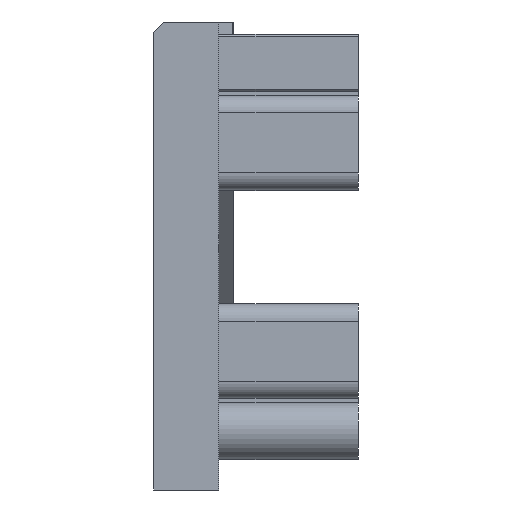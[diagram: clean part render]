
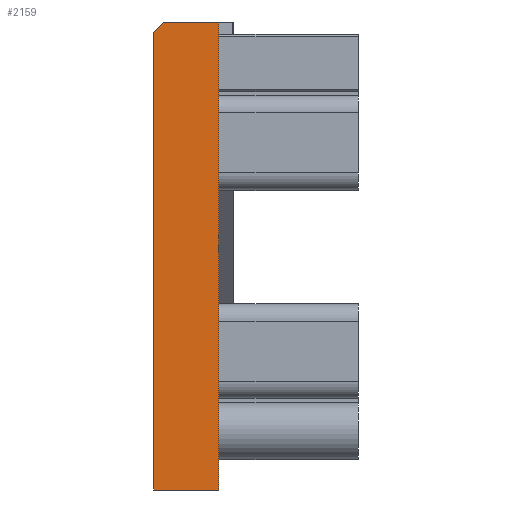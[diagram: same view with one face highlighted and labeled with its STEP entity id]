
A CAD part, front view. The second image highlights one B-rep face of the part: STEP entity #2159.
In plain terms, the highlighted planar face has unit normal (0, -1, 0).
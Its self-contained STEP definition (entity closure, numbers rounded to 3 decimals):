
#101=PLANE('',#2349);
#216=FACE_OUTER_BOUND('',#348,.T.);
#348=EDGE_LOOP('',(#1871,#1872,#1873,#1874,#1875));
#518=LINE('',#3329,#761);
#537=LINE('',#3365,#780);
#572=LINE('',#3472,#815);
#573=LINE('',#3474,#816);
#574=LINE('',#3475,#817);
#761=VECTOR('',#2717,10.);
#780=VECTOR('',#2746,10.);
#815=VECTOR('',#2855,10.);
#816=VECTOR('',#2856,10.);
#817=VECTOR('',#2857,10.);
#1056=VERTEX_POINT('',#3326);
#1057=VERTEX_POINT('',#3328);
#1069=VERTEX_POINT('',#3363);
#1104=VERTEX_POINT('',#3471);
#1105=VERTEX_POINT('',#3473);
#1307=EDGE_CURVE('',#1057,#1056,#518,.T.);
#1326=EDGE_CURVE('',#1056,#1069,#537,.T.);
#1378=EDGE_CURVE('',#1069,#1104,#572,.T.);
#1379=EDGE_CURVE('',#1104,#1105,#573,.T.);
#1380=EDGE_CURVE('',#1105,#1057,#574,.T.);
#1871=ORIENTED_EDGE('',*,*,#1378,.T.);
#1872=ORIENTED_EDGE('',*,*,#1379,.T.);
#1873=ORIENTED_EDGE('',*,*,#1380,.T.);
#1874=ORIENTED_EDGE('',*,*,#1307,.T.);
#1875=ORIENTED_EDGE('',*,*,#1326,.T.);
#2159=ADVANCED_FACE('',(#216),#101,.F.);
#2349=AXIS2_PLACEMENT_3D('',#3470,#2853,#2854);
#2717=DIRECTION('',(0.,0.,1.));
#2746=DIRECTION('',(-1.,0.,0.));
#2853=DIRECTION('center_axis',(0.,1.,0.));
#2854=DIRECTION('ref_axis',(0.,0.,-1.));
#2855=DIRECTION('',(-0.707,0.,-0.707));
#2856=DIRECTION('',(0.,0.,-1.));
#2857=DIRECTION('',(1.,0.,0.));
#3326=CARTESIAN_POINT('',(-3.,-22.694,111.514));
#3328=CARTESIAN_POINT('',(-3.,-22.694,17.978));
#3329=CARTESIAN_POINT('',(-3.,-22.694,88.13));
#3363=CARTESIAN_POINT('',(-14.,-22.694,111.514));
#3365=CARTESIAN_POINT('',(-11.25,-22.694,111.514));
#3470=CARTESIAN_POINT('Origin',(-8.5,-22.694,64.746));
#3471=CARTESIAN_POINT('',(-16.,-22.694,109.514));
#3472=CARTESIAN_POINT('',(-24.817,-22.694,100.697));
#3473=CARTESIAN_POINT('',(-16.,-22.694,17.978));
#3474=CARTESIAN_POINT('',(-16.,-22.694,64.746));
#3475=CARTESIAN_POINT('',(-5.75,-22.694,17.978));
